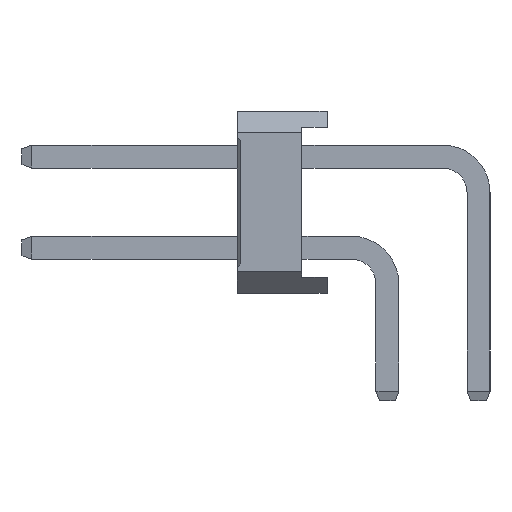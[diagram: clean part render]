
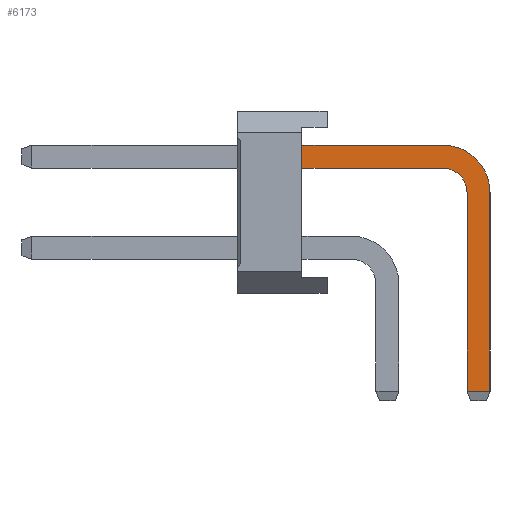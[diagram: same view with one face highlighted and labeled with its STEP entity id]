
A CAD part, left-side view. The second image highlights one B-rep face of the part: STEP entity #6173.
In plain terms, the highlighted planar face has unit normal (-1, 0, 0).
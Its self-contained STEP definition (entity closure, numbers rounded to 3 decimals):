
#6173=ADVANCED_FACE('',(#20022),#20024,.T.);
#20022=FACE_BOUND('',#20023,.T.);
#20023=EDGE_LOOP('',(#30951,#30952,#30953,#30954,#30955,#30956,#30957,#30958));
#20024=PLANE('',#20025);
#20025=AXIS2_PLACEMENT_3D('',#20026,#20027,#20028);
#20026=CARTESIAN_POINT('',(-0.32,-2.22,-3.));
#20027=DIRECTION('',(-1.,0.,0.));
#20028=DIRECTION('',(0.,-1.,0.));
#30951=ORIENTED_EDGE('',*,*,#37634,.T.);
#30952=ORIENTED_EDGE('',*,*,#37635,.T.);
#30953=ORIENTED_EDGE('',*,*,#37636,.T.);
#30954=ORIENTED_EDGE('',*,*,#37637,.T.);
#30955=ORIENTED_EDGE('',*,*,#35881,.T.);
#30956=ORIENTED_EDGE('',*,*,#37633,.F.);
#30957=ORIENTED_EDGE('',*,*,#37638,.F.);
#30958=ORIENTED_EDGE('',*,*,#37639,.F.);
#35881=EDGE_CURVE('',#40782,#40780,#40783,.T.);
#37633=EDGE_CURVE('',#43548,#40780,#43550,.T.);
#37634=EDGE_CURVE('',#43551,#43552,#43553,.T.);
#37635=EDGE_CURVE('',#43552,#43554,#43555,.T.);
#37636=EDGE_CURVE('',#43554,#43556,#43557,.T.);
#37637=EDGE_CURVE('',#43556,#40782,#43558,.T.);
#37638=EDGE_CURVE('',#43559,#43548,#43560,.T.);
#37639=EDGE_CURVE('',#43551,#43559,#43561,.T.);
#40780=VERTEX_POINT('',#49060);
#40782=VERTEX_POINT('',#49064);
#40783=LINE('',#49065,#49066);
#43548=VERTEX_POINT('',#55446);
#43550=LINE('',#55450,#55451);
#43551=VERTEX_POINT('',#55453);
#43552=VERTEX_POINT('',#55454);
#43553=LINE('',#55455,#55456);
#43554=VERTEX_POINT('',#55458);
#43555=LINE('',#55459,#55460);
#43556=VERTEX_POINT('',#55462);
#43557=CIRCLE('',#55463,1.32);
#43558=LINE('',#55467,#55468);
#43559=VERTEX_POINT('',#55470);
#43560=CIRCLE('',#55471,0.68);
#43561=LINE('',#55475,#55476);
#49060=CARTESIAN_POINT('',(-0.32,2.38,3.49));
#49064=CARTESIAN_POINT('',(-0.32,2.38,4.13));
#49065=CARTESIAN_POINT('',(-0.32,2.38,4.13));
#49066=VECTOR('',#49067,1.);
#49067=DIRECTION('',(0.,0.,-1.));
#55446=CARTESIAN_POINT('',(-0.32,-1.54,3.49));
#55450=CARTESIAN_POINT('',(-0.32,-1.54,3.49));
#55451=VECTOR('',#55452,1.);
#55452=DIRECTION('',(0.,1.,0.));
#55453=CARTESIAN_POINT('',(-0.32,-2.22,-2.725));
#55454=CARTESIAN_POINT('',(-0.32,-2.86,-2.725));
#55455=CARTESIAN_POINT('',(-0.32,-2.22,-2.725));
#55456=VECTOR('',#55457,1.);
#55457=DIRECTION('',(0.,-1.,0.));
#55458=CARTESIAN_POINT('',(-0.32,-2.86,2.81));
#55459=CARTESIAN_POINT('',(-0.32,-2.86,-2.725));
#55460=VECTOR('',#55461,1.);
#55461=DIRECTION('',(0.,0.,1.));
#55462=CARTESIAN_POINT('',(-0.32,-1.54,4.13));
#55463=AXIS2_PLACEMENT_3D('',#55464,#55465,#55466);
#55464=CARTESIAN_POINT('',(-0.32,-1.54,2.81));
#55465=DIRECTION('',(-1.,0.,0.));
#55466=DIRECTION('',(0.,-1.,0.));
#55467=CARTESIAN_POINT('',(-0.32,-1.54,4.13));
#55468=VECTOR('',#55469,1.);
#55469=DIRECTION('',(0.,1.,0.));
#55470=CARTESIAN_POINT('',(-0.32,-2.22,2.81));
#55471=AXIS2_PLACEMENT_3D('',#55472,#55473,#55474);
#55472=CARTESIAN_POINT('',(-0.32,-1.54,2.81));
#55473=DIRECTION('',(-1.,0.,0.));
#55474=DIRECTION('',(0.,-1.,0.));
#55475=CARTESIAN_POINT('',(-0.32,-2.22,-2.725));
#55476=VECTOR('',#55477,1.);
#55477=DIRECTION('',(0.,0.,1.));
